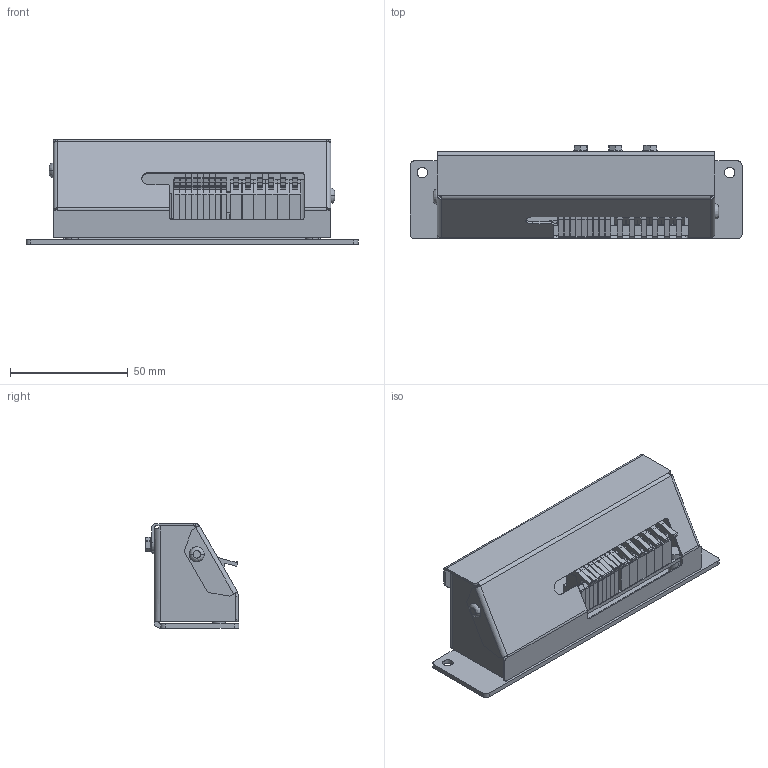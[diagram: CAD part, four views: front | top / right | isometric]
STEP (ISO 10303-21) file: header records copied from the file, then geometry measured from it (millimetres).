
FILE_DESCRIPTION (( 'STEP AP203' ), '1' );
FILE_NAME ('TC-18-QC-50_defeature.STEP', '2021-10-05T05:16:56', ( '' ), ( '' ), 'SwSTEP 2.0', 'SolidWorks 2018', '' );
FILE_SCHEMA (( 'CONFIG_CONTROL_DESIGN' ));
Length unit declared in the file: millimetre
Products named in the file (1): TC-18-QC-50_defeature
Bounding box: 141 x 39.8 x 44.5 mm (x, y, z)
Volume: 54856.1 mm3; surface area: 59795.1 mm2
Topology: 1 solids, 1 shells, 962 faces, 2708 edges, 1776 vertices
Faces by surface type: plane 630, cylinder 265, cone 57, torus 6, bspline 4
Entity records: 31508 total; most frequent: CARTESIAN_POINT 6067, ORIENTED_EDGE 5416, DIRECTION 5139, EDGE_CURVE 2708, LINE 1979, VECTOR 1979, VERTEX_POINT 1776, AXIS2_PLACEMENT_3D 1580
